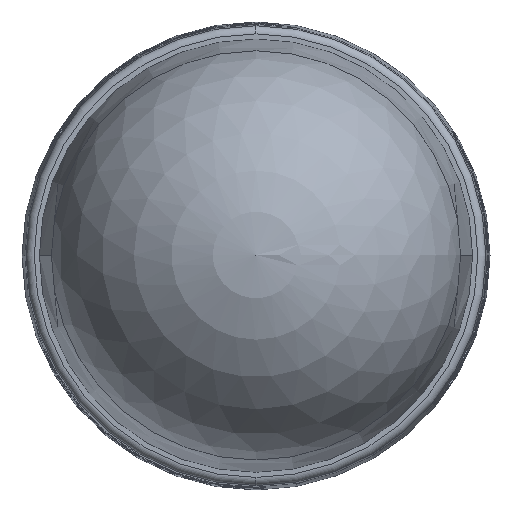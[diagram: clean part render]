
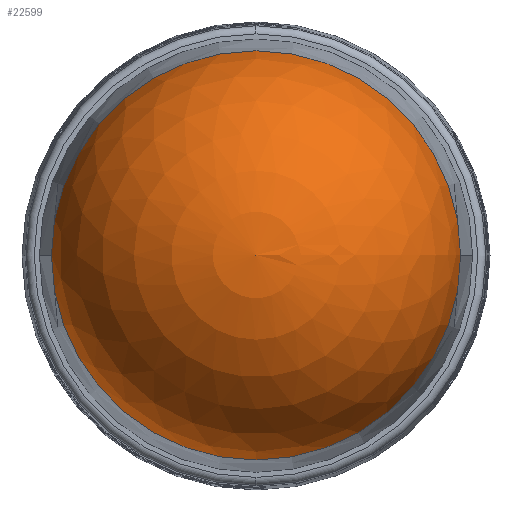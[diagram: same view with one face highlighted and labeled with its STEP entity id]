
A CAD part, top view. The second image highlights one B-rep face of the part: STEP entity #22599.
In plain terms, the highlighted spherical face has radius 25.283 mm.
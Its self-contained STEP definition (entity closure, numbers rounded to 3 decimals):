
#557 = FACE_OUTER_BOUND ( 'NONE', #7541, .T. ) ;
#828 = EDGE_CURVE ( 'NONE', #7579, #23995, #6617, .T. ) ;
#1537 = ORIENTED_EDGE ( 'NONE', *, *, #25441, .F. ) ;
#1847 = AXIS2_PLACEMENT_3D ( 'NONE', #16754, #4428, #18831 ) ;
#2346 = CIRCLE ( 'NONE', #1847, 25.194 ) ;
#4109 = SPHERICAL_SURFACE ( 'NONE', #21930, 25.283 ) ;
#4428 = DIRECTION ( 'NONE',  ( 0., 0., -1. ) ) ;
#6617 = CIRCLE ( 'NONE', #15120, 25.194 ) ;
#7541 = EDGE_LOOP ( 'NONE', ( #10239, #1537 ) ) ;
#7579 = VERTEX_POINT ( 'NONE', #17493 ) ;
#10239 = ORIENTED_EDGE ( 'NONE', *, *, #828, .F. ) ;
#11044 = DIRECTION ( 'NONE',  ( 0., 0., -1. ) ) ;
#14253 = DIRECTION ( 'NONE',  ( 1., 0., 0. ) ) ;
#15120 = AXIS2_PLACEMENT_3D ( 'NONE', #23375, #11044, #25436 ) ;
#16049 = CARTESIAN_POINT ( 'NONE',  ( -25.194, 0., 58.136 ) ) ;
#16754 = CARTESIAN_POINT ( 'NONE',  ( 0., 0., 58.136 ) ) ;
#17493 = CARTESIAN_POINT ( 'NONE',  ( 25.194, 0., 58.136 ) ) ;
#18317 = CARTESIAN_POINT ( 'NONE',  ( 0., 0., 56.02 ) ) ;
#18831 = DIRECTION ( 'NONE',  ( 1., 0., 0. ) ) ;
#21930 = AXIS2_PLACEMENT_3D ( 'NONE', #18317, #26553, #14253 ) ;
#22599 = ADVANCED_FACE ( 'NONE', ( #557 ), #4109, .T. ) ;
#23375 = CARTESIAN_POINT ( 'NONE',  ( 0., 0., 58.136 ) ) ;
#23995 = VERTEX_POINT ( 'NONE', #16049 ) ;
#25436 = DIRECTION ( 'NONE',  ( 1., 0., 0. ) ) ;
#25441 = EDGE_CURVE ( 'NONE', #23995, #7579, #2346, .T. ) ;
#26553 = DIRECTION ( 'NONE',  ( 0., 0., 1. ) ) ;
